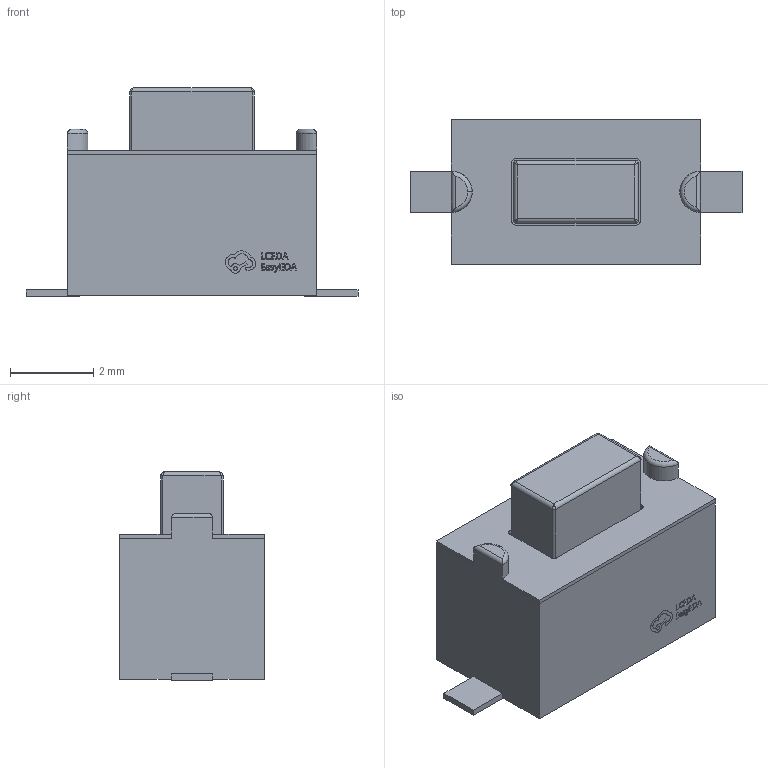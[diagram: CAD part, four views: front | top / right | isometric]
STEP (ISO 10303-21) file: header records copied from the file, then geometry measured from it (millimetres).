
FILE_DESCRIPTION (( 'STEP AP214' ), '1' );
FILE_NAME ('KEY-SMD_L6.0-W3.5-LS8.0-1.step', '2022-07-02T15:24:48', ( '' ), ( '' ), 'SwSTEP 2.0', 'SolidWorks 2020', '' );
FILE_SCHEMA (( 'AUTOMOTIVE_DESIGN' ));
Length unit declared in the file: millimetre
Products named in the file (1): KEY-SMD_L6.0-W3.5-LS8.0-1
Bounding box: 8 x 3.5 x 5.02 mm (x, y, z)
Volume: 80.9 mm3; surface area: 161.6 mm2
Topology: 2 solids, 2 shells, 346 faces, 933 edges, 614 vertices
Faces by surface type: plane 207, bspline 116, cylinder 20, torus 3
Entity records: 15413 total; most frequent: CARTESIAN_POINT 3778, ORIENTED_EDGE 1858, DIRECTION 1141, EDGE_CURVE 929, VERTEX_POINT 614, VECTOR 613, LINE 613, EDGE_LOOP 375
